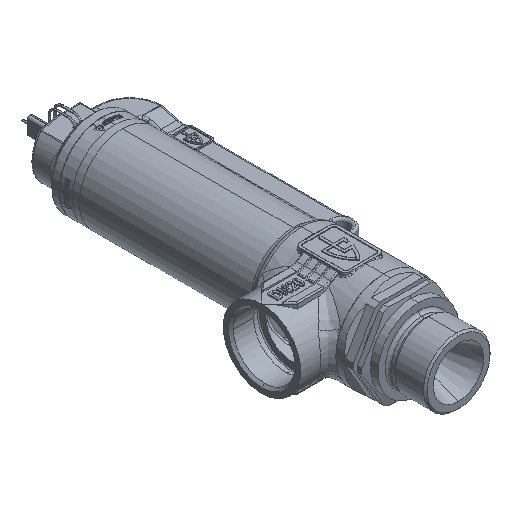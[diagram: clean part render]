
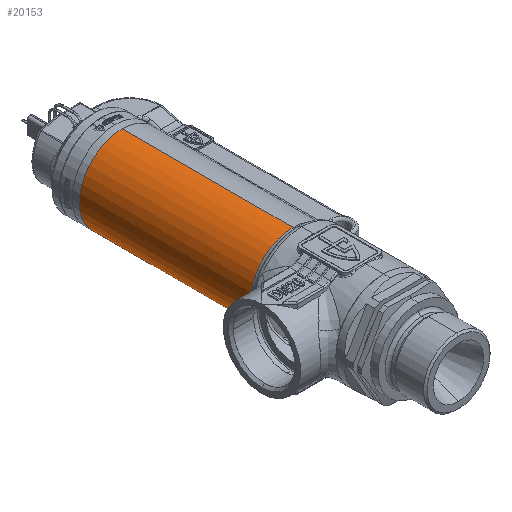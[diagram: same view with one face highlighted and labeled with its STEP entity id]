
A CAD part, isometric view. The second image highlights one B-rep face of the part: STEP entity #20153.
In plain terms, the highlighted cylindrical face has radius 17 mm (diameter 34 mm), a partial arc.
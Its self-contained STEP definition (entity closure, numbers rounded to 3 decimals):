
#576 = DIRECTION ( 'NONE',  ( 0., -1., 0. ) ) ;
#1142 = ORIENTED_EDGE ( 'NONE', *, *, #11484, .F. ) ;
#3431 = CARTESIAN_POINT ( 'NONE',  ( 0., 133.8, -17. ) ) ;
#7214 = DIRECTION ( 'NONE',  ( 0., 1., 0. ) ) ;
#9841 = CARTESIAN_POINT ( 'NONE',  ( 0., 133.8, 0. ) ) ;
#11459 = CARTESIAN_POINT ( 'NONE',  ( 0., 133.8, 0. ) ) ;
#11484 = EDGE_CURVE ( 'NONE', #22995, #26869, #40792, .T. ) ;
#15650 = FACE_OUTER_BOUND ( 'NONE', #34717, .T. ) ;
#15754 = DIRECTION ( 'NONE',  ( 0., 0., 1. ) ) ;
#16391 = AXIS2_PLACEMENT_3D ( 'NONE', #9841, #22430, #39493 ) ;
#16544 = CARTESIAN_POINT ( 'NONE',  ( 0., 133.8, 17. ) ) ;
#19352 = VERTEX_POINT ( 'NONE', #3431 ) ;
#20153 = ADVANCED_FACE ( 'NONE', ( #15650 ), #32874, .T. ) ;
#20789 = DIRECTION ( 'NONE',  ( 0., -1., 0. ) ) ;
#22286 = AXIS2_PLACEMENT_3D ( 'NONE', #32628, #7214, #36918 ) ;
#22430 = DIRECTION ( 'NONE',  ( 0., -1., 0. ) ) ;
#22995 = VERTEX_POINT ( 'NONE', #29939 ) ;
#24196 = CARTESIAN_POINT ( 'NONE',  ( 0., 65.8, 17. ) ) ;
#26869 = VERTEX_POINT ( 'NONE', #24196 ) ;
#29470 = VECTOR ( 'NONE', #20789, 1000. ) ;
#29939 = CARTESIAN_POINT ( 'NONE',  ( 0., 133.8, 17. ) ) ;
#30155 = EDGE_CURVE ( 'NONE', #50096, #26869, #51716, .T. ) ;
#32031 = CIRCLE ( 'NONE', #41382, 17. ) ;
#32628 = CARTESIAN_POINT ( 'NONE',  ( 0., 65.8, 0. ) ) ;
#32874 = CYLINDRICAL_SURFACE ( 'NONE', #16391, 17. ) ;
#34717 = EDGE_LOOP ( 'NONE', ( #1142, #47023, #47868, #39500 ) ) ;
#36918 = DIRECTION ( 'NONE',  ( 0., 0., 1. ) ) ;
#37265 = VECTOR ( 'NONE', #576, 1000. ) ;
#38584 = LINE ( 'NONE', #51385, #37265 ) ;
#39493 = DIRECTION ( 'NONE',  ( 0., 0., -1. ) ) ;
#39500 = ORIENTED_EDGE ( 'NONE', *, *, #30155, .T. ) ;
#40792 = LINE ( 'NONE', #16544, #29470 ) ;
#41164 = DIRECTION ( 'NONE',  ( 0., 1., 0. ) ) ;
#41382 = AXIS2_PLACEMENT_3D ( 'NONE', #11459, #41164, #15754 ) ;
#44644 = EDGE_CURVE ( 'NONE', #19352, #22995, #32031, .T. ) ;
#47023 = ORIENTED_EDGE ( 'NONE', *, *, #44644, .F. ) ;
#47868 = ORIENTED_EDGE ( 'NONE', *, *, #50023, .T. ) ;
#50023 = EDGE_CURVE ( 'NONE', #19352, #50096, #38584, .T. ) ;
#50096 = VERTEX_POINT ( 'NONE', #51759 ) ;
#51385 = CARTESIAN_POINT ( 'NONE',  ( 0., 133.8, -17. ) ) ;
#51716 = CIRCLE ( 'NONE', #22286, 17. ) ;
#51759 = CARTESIAN_POINT ( 'NONE',  ( 0., 65.8, -17. ) ) ;
